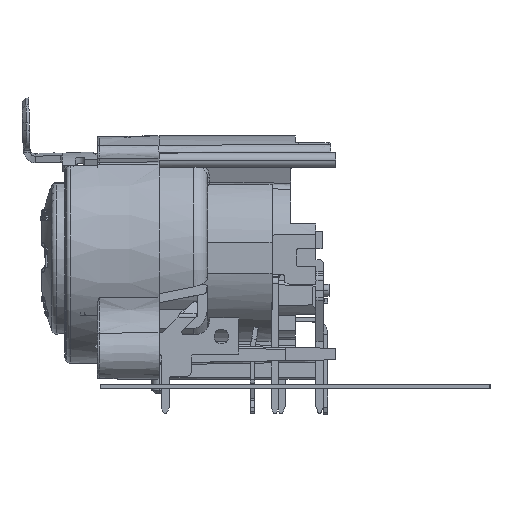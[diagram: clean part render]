
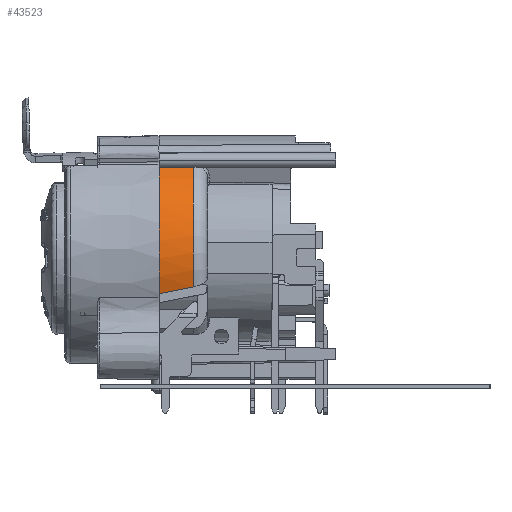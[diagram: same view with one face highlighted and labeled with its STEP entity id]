
A CAD part, left-side view. The second image highlights one B-rep face of the part: STEP entity #43523.
In plain terms, the highlighted conical face has half-angle 1 degrees and reference radius 10.925 mm.
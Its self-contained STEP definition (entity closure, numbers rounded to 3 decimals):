
#16437 = VERTEX_POINT('',#16438);
#16438 = CARTESIAN_POINT('',(10.309,-3.709,-6.35));
#16445 = EDGE_CURVE('',#16437,#16446,#16448,.T.);
#16446 = VERTEX_POINT('',#16447);
#16447 = CARTESIAN_POINT('',(5.834,9.273,-6.35));
#16448 = CIRCLE('',#16449,10.956);
#16449 = AXIS2_PLACEMENT_3D('',#16450,#16451,#16452);
#16450 = CARTESIAN_POINT('',(0.,0.,-6.35));
#16451 = DIRECTION('',(0.,0.,1.));
#16452 = DIRECTION('',(0.941,-0.339,0.));
#18030 = EDGE_CURVE('',#18031,#16437,#18033,.T.);
#18031 = VERTEX_POINT('',#18032);
#18032 = CARTESIAN_POINT('',(10.468,-3.017,
    -9.876));
#18033 = B_SPLINE_CURVE_WITH_KNOTS('',3,(#18034,#18035,#18036,#18037),
  .UNSPECIFIED.,.F.,.F.,(4,4),(0.,1.),.PIECEWISE_BEZIER_KNOTS.);
#18034 = CARTESIAN_POINT('',(10.468,-3.017,
    -9.876));
#18035 = CARTESIAN_POINT('',(10.422,-3.251,
    -8.701));
#18036 = CARTESIAN_POINT('',(10.368,-3.482,
    -7.526));
#18037 = CARTESIAN_POINT('',(10.309,-3.709,-6.35));
#43142 = EDGE_CURVE('',#16446,#43143,#43145,.T.);
#43143 = VERTEX_POINT('',#43144);
#43144 = CARTESIAN_POINT('',(5.745,9.256,
    -9.876));
#43145 = B_SPLINE_CURVE_WITH_KNOTS('',3,(#43146,#43147,#43148,#43149,
    #43150,#43151),.UNSPECIFIED.,.F.,.F.,(4,1,1,4),(0.,0.333,
    0.667,1.),.UNSPECIFIED.);
#43146 = CARTESIAN_POINT('',(5.834,9.273,-6.35));
#43147 = CARTESIAN_POINT('',(5.824,9.27,
    -6.781));
#43148 = CARTESIAN_POINT('',(5.804,9.266,
    -7.617));
#43149 = CARTESIAN_POINT('',(5.774,9.26,-8.79
    ));
#43150 = CARTESIAN_POINT('',(5.755,9.257,
    -9.523));
#43151 = CARTESIAN_POINT('',(5.745,9.256,
    -9.876));
#43436 = EDGE_CURVE('',#43143,#18031,#43437,.T.);
#43437 = CIRCLE('',#43438,10.894);
#43438 = AXIS2_PLACEMENT_3D('',#43439,#43440,#43441);
#43439 = CARTESIAN_POINT('',(0.,0.,-9.876));
#43440 = DIRECTION('',(0.,0.,-1.));
#43441 = DIRECTION('',(0.527,0.85,0.));
#43523 = ADVANCED_FACE('',(#43524),#43530,.T.);
#43524 = FACE_BOUND('',#43525,.T.);
#43525 = EDGE_LOOP('',(#43526,#43527,#43528,#43529));
#43526 = ORIENTED_EDGE('',*,*,#16445,.F.);
#43527 = ORIENTED_EDGE('',*,*,#18030,.F.);
#43528 = ORIENTED_EDGE('',*,*,#43436,.F.);
#43529 = ORIENTED_EDGE('',*,*,#43142,.F.);
#43530 = CONICAL_SURFACE('',#43531,10.925,0.017);
#43531 = AXIS2_PLACEMENT_3D('',#43532,#43533,#43534);
#43532 = CARTESIAN_POINT('',(0.,0.,-8.113));
#43533 = DIRECTION('',(0.,0.,1.));
#43534 = DIRECTION('',(1.,0.,-0.));
